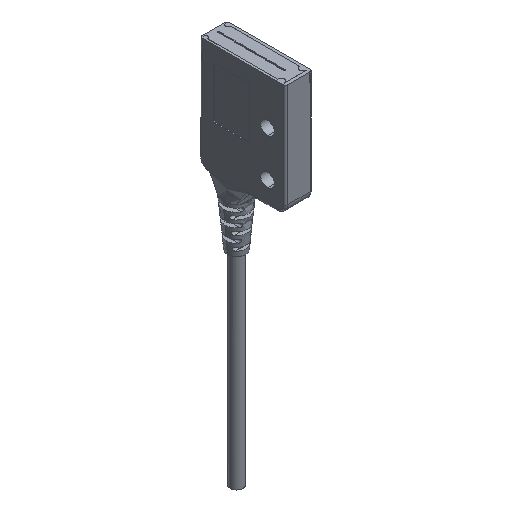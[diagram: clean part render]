
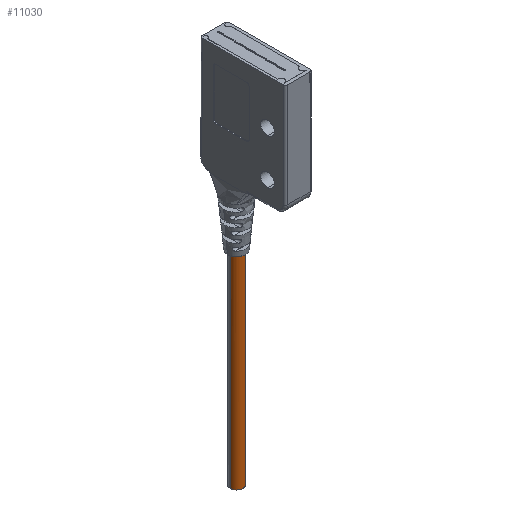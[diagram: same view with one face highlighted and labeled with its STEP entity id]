
A CAD part, isometric view. The second image highlights one B-rep face of the part: STEP entity #11030.
In plain terms, the highlighted cylindrical face has radius 1.4 mm (diameter 2.8 mm), a partial arc.
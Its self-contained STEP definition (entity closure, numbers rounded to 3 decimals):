
#1923 = EDGE_CURVE ( 'NONE', #11240, #11237, #3504, .T. ) ;
#3487 = CARTESIAN_POINT ( 'NONE',  ( 0.367, 12.486, -85. ) ) ;
#3488 = CARTESIAN_POINT ( 'NONE',  ( 0.705, 12.627, -85. ) ) ;
#3489 = CARTESIAN_POINT ( 'NONE',  ( 0.861, 12.731, -85. ) ) ;
#3490 = CARTESIAN_POINT ( 'NONE',  ( 1.119, 12.99, -85. ) ) ;
#3491 = CARTESIAN_POINT ( 'NONE',  ( 1.223, 13.145, -85. ) ) ;
#3492 = CARTESIAN_POINT ( 'NONE',  ( 1.328, 13.399, -85. ) ) ;
#3493 = CARTESIAN_POINT ( 'NONE',  ( 1.355, 13.487, -85. ) ) ;
#3494 = CARTESIAN_POINT ( 'NONE',  ( 1.391, 13.666, -85. ) ) ;
#3501 = CARTESIAN_POINT ( 'NONE',  ( 1.4, 13.757, -85. ) ) ;
#3502 = CARTESIAN_POINT ( 'NONE',  ( 1.4, 13.85, -85. ) ) ;
#3504 = B_SPLINE_CURVE_WITH_KNOTS ( 'NONE', 3,
 ( #3502, #3501, #3494, #3493, #3492, #3491, #3490, #3489, #3488, #3487, #3551, #3550, #3549, #3548, #3547, #3546, #3545, #3544, #3543, #3542 ),
 .UNSPECIFIED., .F., .F.,
 ( 4, 2, 2, 2, 2, 2, 2, 2, 2, 4 ),
 ( 0., 0.062, 0.125, 0.25, 0.375, 0.5, 0.625, 0.75, 0.875, 1. ),
 .UNSPECIFIED. ) ;
#3542 = CARTESIAN_POINT ( 'NONE',  ( -1.4, 13.85, -85. ) ) ;
#3543 = CARTESIAN_POINT ( 'NONE',  ( -1.4, 13.665, -85. ) ) ;
#3544 = CARTESIAN_POINT ( 'NONE',  ( -1.364, 13.483, -85. ) ) ;
#3545 = CARTESIAN_POINT ( 'NONE',  ( -1.223, 13.145, -85. ) ) ;
#3546 = CARTESIAN_POINT ( 'NONE',  ( -1.119, 12.989, -85. ) ) ;
#3547 = CARTESIAN_POINT ( 'NONE',  ( -0.86, 12.731, -85. ) ) ;
#3548 = CARTESIAN_POINT ( 'NONE',  ( -0.705, 12.627, -85. ) ) ;
#3549 = CARTESIAN_POINT ( 'NONE',  ( -0.367, 12.487, -85. ) ) ;
#3550 = CARTESIAN_POINT ( 'NONE',  ( -0.183, 12.45, -85. ) ) ;
#3551 = CARTESIAN_POINT ( 'NONE',  ( 0.183, 12.45, -85. ) ) ;
#5845 = FACE_OUTER_BOUND ( 'NONE', #11033, .T. ) ;
#5847 = CYLINDRICAL_SURFACE ( 'NONE', #5854, 1.4 ) ;
#5850 = DIRECTION ( 'NONE',  ( -1., 0., 0. ) ) ;
#5851 = DIRECTION ( 'NONE',  ( 0., 0., -1. ) ) ;
#5853 = CARTESIAN_POINT ( 'NONE',  ( 0., 13.85, -40. ) ) ;
#5854 = AXIS2_PLACEMENT_3D ( 'NONE', #5853, #5851, #5850 ) ;
#5893 = DIRECTION ( 'NONE',  ( -1., 0., 0. ) ) ;
#5894 = DIRECTION ( 'NONE',  ( 0., 0., 1. ) ) ;
#5895 = CARTESIAN_POINT ( 'NONE',  ( 0., 13.85, -40. ) ) ;
#5896 = AXIS2_PLACEMENT_3D ( 'NONE', #5895, #5894, #5893 ) ;
#5897 = CIRCLE ( 'NONE', #5896, 1.4 ) ;
#6402 = DIRECTION ( 'NONE',  ( 0., 0., -1. ) ) ;
#6403 = VECTOR ( 'NONE', #6402, 1000. ) ;
#6404 = CARTESIAN_POINT ( 'NONE',  ( -1.4, 13.85, -40. ) ) ;
#6405 = LINE ( 'NONE', #6404, #6403 ) ;
#6421 = CARTESIAN_POINT ( 'NONE',  ( 1.4, 13.85, -85. ) ) ;
#6422 = CARTESIAN_POINT ( 'NONE',  ( 1.4, 13.85, -40. ) ) ;
#6423 = CARTESIAN_POINT ( 'NONE',  ( -1.4, 13.85, -85. ) ) ;
#6531 = CARTESIAN_POINT ( 'NONE',  ( -1.4, 13.85, -40. ) ) ;
#6588 = DIRECTION ( 'NONE',  ( 0., 0., -1. ) ) ;
#6589 = VECTOR ( 'NONE', #6588, 1000. ) ;
#6590 = CARTESIAN_POINT ( 'NONE',  ( 1.4, 13.85, -40. ) ) ;
#6591 = LINE ( 'NONE', #6590, #6589 ) ;
#11022 = ORIENTED_EDGE ( 'NONE', *, *, #1923, .F. ) ;
#11030 = ADVANCED_FACE ( 'NONE', ( #5845 ), #5847, .T. ) ;
#11033 = EDGE_LOOP ( 'NONE', ( #11035, #11037, #11039, #11022 ) ) ;
#11035 = ORIENTED_EDGE ( 'NONE', *, *, #11289, .F. ) ;
#11037 = ORIENTED_EDGE ( 'NONE', *, *, #11038, .F. ) ;
#11038 = EDGE_CURVE ( 'NONE', #11288, #11239, #5897, .T. ) ;
#11039 = ORIENTED_EDGE ( 'NONE', *, *, #11255, .T. ) ;
#11237 = VERTEX_POINT ( 'NONE', #6423 ) ;
#11239 = VERTEX_POINT ( 'NONE', #6422 ) ;
#11240 = VERTEX_POINT ( 'NONE', #6421 ) ;
#11255 = EDGE_CURVE ( 'NONE', #11288, #11237, #6405, .T. ) ;
#11288 = VERTEX_POINT ( 'NONE', #6531 ) ;
#11289 = EDGE_CURVE ( 'NONE', #11239, #11240, #6591, .T. ) ;
